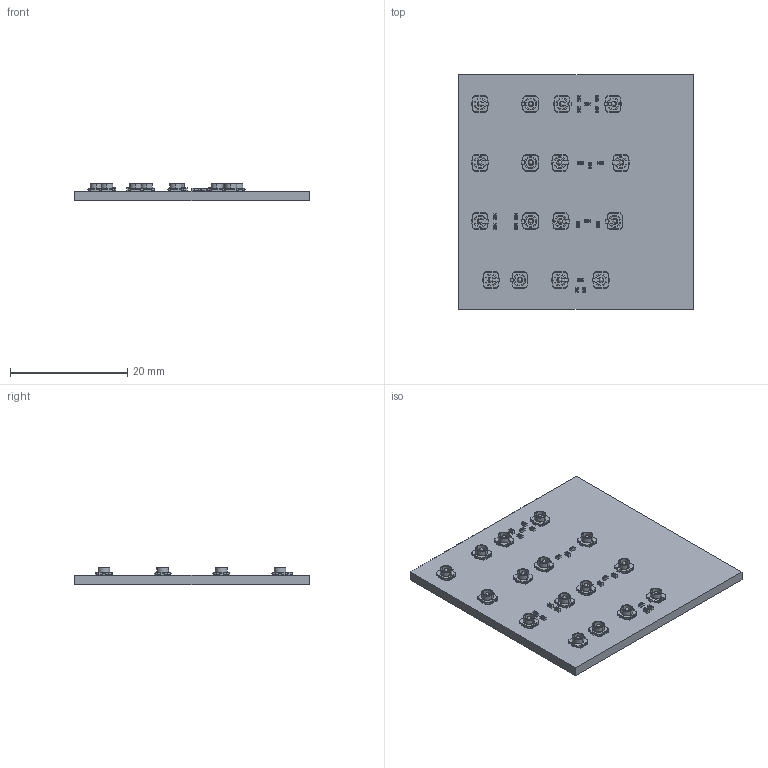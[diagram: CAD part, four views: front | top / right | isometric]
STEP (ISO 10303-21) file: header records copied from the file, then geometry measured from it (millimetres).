
FILE_DESCRIPTION(('Open CASCADE Model'),'2;1');
FILE_NAME('Open CASCADE Shape Model','2022-03-14T00:34:18',('Author'),( 'Open CASCADE'),'Open CASCADE STEP processor 6.8','Open CASCADE 6.8' ,'Unknown');
FILE_SCHEMA(('AUTOMOTIVE_DESIGN { 1 0 10303 214 1 1 1 1 }'));
Length unit declared in the file: millimetre
Products named in the file (38): PCB; Board; R18; C_SMD_0402; R17; R16; R15; R14; R13; R12; R11; R10; R9; R8; R7; R6; R5; R4; R3; R2; R1; P16; UFL_Connector; P15; P14; P13; P12; P11; P10; P9; P8; P7; P6; P5; P4; P3; P2; P1
Assembly tree (69 placements, depth 3):
  PCB
    Board
    R18
      C_SMD_0402
    R17
      C_SMD_0402
    R16
      C_SMD_0402
    R15
      C_SMD_0402
    R14
      C_SMD_0402
    R13
      C_SMD_0402
    R12
      C_SMD_0402
    R11
      C_SMD_0402
    R10
      C_SMD_0402
    R9
      C_SMD_0402
    R8
      C_SMD_0402
    R7
      C_SMD_0402
    R6
      C_SMD_0402
    R5
      C_SMD_0402
    R4
      C_SMD_0402
    R3
      C_SMD_0402
    R2
      C_SMD_0402
    R1
      C_SMD_0402
    P16
      UFL_Connector
    P15
      UFL_Connector
    P14
      UFL_Connector
    P13
      UFL_Connector
    P12
      UFL_Connector
    P11
      UFL_Connector
    P10
      UFL_Connector
    P9
      UFL_Connector
    P8
      UFL_Connector
    P7
      UFL_Connector
    P6
      UFL_Connector
Bounding box: 40 x 40 x 3 mm (x, y, z)
Volume: 2695.5 mm3; surface area: 4036.8 mm2
Topology: 71 solids, 71 shells, 3222 faces, 8494 edges, 5380 vertices
Faces by surface type: plane 1656, bspline 966, cylinder 600
Entity records: 9974 total; most frequent: CARTESIAN_POINT 3372, ORIENTED_EDGE 988, DIRECTION 900, EDGE_CURVE 494, LINE 332, VECTOR 332, VERTEX_POINT 320, AXIS2_PLACEMENT_3D 284
